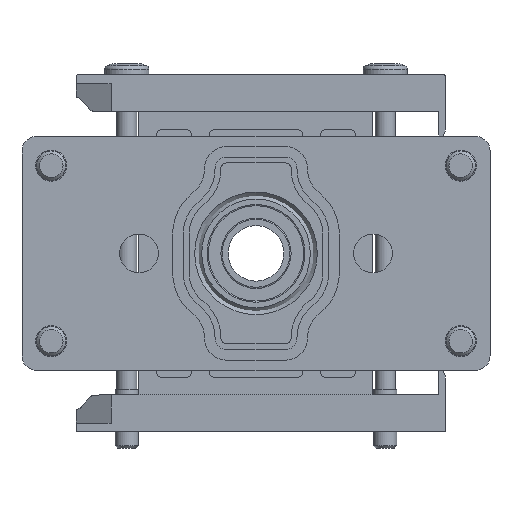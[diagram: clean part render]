
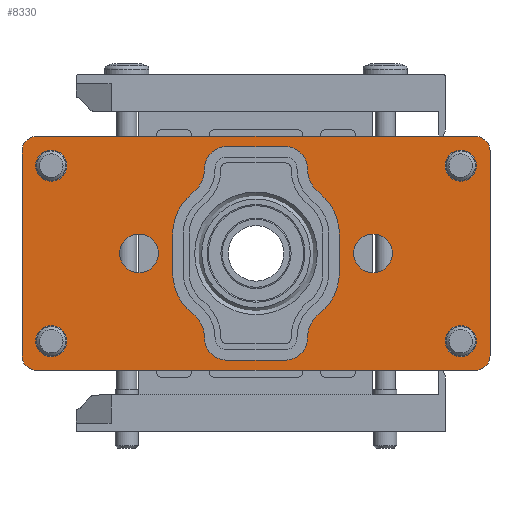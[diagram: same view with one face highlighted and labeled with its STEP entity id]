
A CAD part, front view. The second image highlights one B-rep face of the part: STEP entity #8330.
In plain terms, the highlighted planar face has unit normal (0, -1, 0).
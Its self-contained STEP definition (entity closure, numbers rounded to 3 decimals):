
#440=LINE('',#13696,#1140);
#448=LINE('',#13716,#1148);
#456=LINE('',#13736,#1156);
#464=LINE('',#13776,#1164);
#487=LINE('',#13865,#1187);
#488=LINE('',#13873,#1188);
#489=LINE('',#13881,#1189);
#490=LINE('',#13889,#1190);
#1140=VECTOR('',#11005,1000.);
#1148=VECTOR('',#11021,1000.);
#1156=VECTOR('',#11037,1000.);
#1164=VECTOR('',#11077,1000.);
#1187=VECTOR('',#11150,1000.);
#1188=VECTOR('',#11157,1000.);
#1189=VECTOR('',#11164,1000.);
#1190=VECTOR('',#11171,1000.);
#1950=ORIENTED_EDGE('',*,*,#4388,.T.);
#1951=ORIENTED_EDGE('',*,*,#4389,.T.);
#1952=ORIENTED_EDGE('',*,*,#4390,.T.);
#1953=ORIENTED_EDGE('',*,*,#4391,.F.);
#1954=ORIENTED_EDGE('',*,*,#4392,.T.);
#1955=ORIENTED_EDGE('',*,*,#4393,.T.);
#1956=ORIENTED_EDGE('',*,*,#4394,.T.);
#1957=ORIENTED_EDGE('',*,*,#4395,.F.);
#1958=ORIENTED_EDGE('',*,*,#4396,.T.);
#1959=ORIENTED_EDGE('',*,*,#4397,.T.);
#1960=ORIENTED_EDGE('',*,*,#4398,.T.);
#1961=ORIENTED_EDGE('',*,*,#4399,.F.);
#1962=ORIENTED_EDGE('',*,*,#4400,.T.);
#1963=ORIENTED_EDGE('',*,*,#4401,.T.);
#1964=ORIENTED_EDGE('',*,*,#4402,.T.);
#1965=ORIENTED_EDGE('',*,*,#4403,.F.);
#1966=ORIENTED_EDGE('',*,*,#4404,.F.);
#1967=ORIENTED_EDGE('',*,*,#4405,.F.);
#1968=ORIENTED_EDGE('',*,*,#4340,.T.);
#1969=ORIENTED_EDGE('',*,*,#4338,.T.);
#1970=ORIENTED_EDGE('',*,*,#4336,.T.);
#1971=ORIENTED_EDGE('',*,*,#4334,.T.);
#1972=ORIENTED_EDGE('',*,*,#4302,.F.);
#1973=ORIENTED_EDGE('',*,*,#4343,.F.);
#1974=ORIENTED_EDGE('',*,*,#4332,.F.);
#1975=ORIENTED_EDGE('',*,*,#4325,.F.);
#1976=ORIENTED_EDGE('',*,*,#4322,.F.);
#1977=ORIENTED_EDGE('',*,*,#4315,.F.);
#1978=ORIENTED_EDGE('',*,*,#4312,.F.);
#1979=ORIENTED_EDGE('',*,*,#4305,.F.);
#4302=EDGE_CURVE('',#5527,#5528,#6371,.T.);
#4305=EDGE_CURVE('',#5528,#5530,#440,.T.);
#4312=EDGE_CURVE('',#5530,#5536,#6373,.T.);
#4315=EDGE_CURVE('',#5536,#5538,#448,.T.);
#4322=EDGE_CURVE('',#5538,#5544,#6375,.T.);
#4325=EDGE_CURVE('',#5544,#5546,#456,.T.);
#4332=EDGE_CURVE('',#5546,#5552,#6377,.T.);
#4334=EDGE_CURVE('',#5553,#5553,#6378,.T.);
#4336=EDGE_CURVE('',#5555,#5555,#6380,.T.);
#4338=EDGE_CURVE('',#5557,#5557,#6382,.T.);
#4340=EDGE_CURVE('',#5559,#5559,#6384,.T.);
#4343=EDGE_CURVE('',#5552,#5527,#464,.T.);
#4388=EDGE_CURVE('',#5601,#5602,#6408,.T.);
#4389=EDGE_CURVE('',#5602,#5603,#487,.T.);
#4390=EDGE_CURVE('',#5603,#5604,#6409,.T.);
#4391=EDGE_CURVE('',#5605,#5604,#6410,.T.);
#4392=EDGE_CURVE('',#5605,#5606,#6411,.T.);
#4393=EDGE_CURVE('',#5606,#5607,#488,.T.);
#4394=EDGE_CURVE('',#5607,#5608,#6412,.T.);
#4395=EDGE_CURVE('',#5609,#5608,#6413,.T.);
#4396=EDGE_CURVE('',#5609,#5610,#6414,.T.);
#4397=EDGE_CURVE('',#5610,#5611,#489,.T.);
#4398=EDGE_CURVE('',#5611,#5612,#6415,.T.);
#4399=EDGE_CURVE('',#5613,#5612,#6416,.T.);
#4400=EDGE_CURVE('',#5613,#5614,#6417,.T.);
#4401=EDGE_CURVE('',#5614,#5615,#490,.T.);
#4402=EDGE_CURVE('',#5615,#5616,#6418,.T.);
#4403=EDGE_CURVE('',#5601,#5616,#6419,.T.);
#4404=EDGE_CURVE('',#5617,#5617,#6420,.T.);
#4405=EDGE_CURVE('',#5618,#5618,#6421,.T.);
#5527=VERTEX_POINT('',#13689);
#5528=VERTEX_POINT('',#13691);
#5530=VERTEX_POINT('',#13697);
#5536=VERTEX_POINT('',#13711);
#5538=VERTEX_POINT('',#13717);
#5544=VERTEX_POINT('',#13731);
#5546=VERTEX_POINT('',#13737);
#5552=VERTEX_POINT('',#13751);
#5553=VERTEX_POINT('',#13755);
#5555=VERTEX_POINT('',#13760);
#5557=VERTEX_POINT('',#13765);
#5559=VERTEX_POINT('',#13770);
#5601=VERTEX_POINT('',#13863);
#5602=VERTEX_POINT('',#13864);
#5603=VERTEX_POINT('',#13866);
#5604=VERTEX_POINT('',#13868);
#5605=VERTEX_POINT('',#13870);
#5606=VERTEX_POINT('',#13872);
#5607=VERTEX_POINT('',#13874);
#5608=VERTEX_POINT('',#13876);
#5609=VERTEX_POINT('',#13878);
#5610=VERTEX_POINT('',#13880);
#5611=VERTEX_POINT('',#13882);
#5612=VERTEX_POINT('',#13884);
#5613=VERTEX_POINT('',#13886);
#5614=VERTEX_POINT('',#13888);
#5615=VERTEX_POINT('',#13890);
#5616=VERTEX_POINT('',#13892);
#5617=VERTEX_POINT('',#13895);
#5618=VERTEX_POINT('',#13897);
#6371=CIRCLE('',#9983,2.5);
#6373=CIRCLE('',#9987,2.5);
#6375=CIRCLE('',#9991,2.5);
#6377=CIRCLE('',#9995,2.5);
#6378=CIRCLE('',#9997,2.65);
#6380=CIRCLE('',#10000,2.65);
#6382=CIRCLE('',#10003,2.65);
#6384=CIRCLE('',#10006,2.65);
#6408=CIRCLE('',#10033,8.95);
#6409=CIRCLE('',#10034,8.95);
#6410=CIRCLE('',#10035,5.2);
#6411=CIRCLE('',#10036,3.8);
#6412=CIRCLE('',#10037,3.8);
#6413=CIRCLE('',#10038,5.2);
#6414=CIRCLE('',#10039,8.95);
#6415=CIRCLE('',#10040,8.95);
#6416=CIRCLE('',#10041,5.2);
#6417=CIRCLE('',#10042,3.8);
#6418=CIRCLE('',#10043,3.8);
#6419=CIRCLE('',#10044,5.2);
#6420=CIRCLE('',#10045,3.3);
#6421=CIRCLE('',#10046,3.3);
#6812=EDGE_LOOP('',(#1950,#1951,#1952,#1953,#1954,#1955,#1956,#1957,#1958,
#1959,#1960,#1961,#1962,#1963,#1964,#1965));
#6813=EDGE_LOOP('',(#1966));
#6814=EDGE_LOOP('',(#1967));
#6815=EDGE_LOOP('',(#1968));
#6816=EDGE_LOOP('',(#1969));
#6817=EDGE_LOOP('',(#1970));
#6818=EDGE_LOOP('',(#1971));
#6819=EDGE_LOOP('',(#1972,#1973,#1974,#1975,#1976,#1977,#1978,#1979));
#7452=FACE_BOUND('',#6812,.T.);
#7453=FACE_BOUND('',#6813,.T.);
#7454=FACE_BOUND('',#6814,.T.);
#7455=FACE_BOUND('',#6815,.T.);
#7456=FACE_BOUND('',#6816,.T.);
#7457=FACE_BOUND('',#6817,.T.);
#7458=FACE_BOUND('',#6818,.T.);
#7459=FACE_BOUND('',#6819,.T.);
#8080=PLANE('',#10032);
#8330=ADVANCED_FACE('',(#7452,#7453,#7454,#7455,#7456,#7457,#7458,#7459),
#8080,.F.);
#9983=AXIS2_PLACEMENT_3D('',#13690,#10999,#11000);
#9987=AXIS2_PLACEMENT_3D('',#13710,#11015,#11016);
#9991=AXIS2_PLACEMENT_3D('',#13730,#11031,#11032);
#9995=AXIS2_PLACEMENT_3D('',#13750,#11047,#11048);
#9997=AXIS2_PLACEMENT_3D('',#13754,#11052,#11053);
#10000=AXIS2_PLACEMENT_3D('',#13759,#11058,#11059);
#10003=AXIS2_PLACEMENT_3D('',#13764,#11064,#11065);
#10006=AXIS2_PLACEMENT_3D('',#13769,#11070,#11071);
#10032=AXIS2_PLACEMENT_3D('',#13861,#11146,#11147);
#10033=AXIS2_PLACEMENT_3D('',#13862,#11148,#11149);
#10034=AXIS2_PLACEMENT_3D('',#13867,#11151,#11152);
#10035=AXIS2_PLACEMENT_3D('',#13869,#11153,#11154);
#10036=AXIS2_PLACEMENT_3D('',#13871,#11155,#11156);
#10037=AXIS2_PLACEMENT_3D('',#13875,#11158,#11159);
#10038=AXIS2_PLACEMENT_3D('',#13877,#11160,#11161);
#10039=AXIS2_PLACEMENT_3D('',#13879,#11162,#11163);
#10040=AXIS2_PLACEMENT_3D('',#13883,#11165,#11166);
#10041=AXIS2_PLACEMENT_3D('',#13885,#11167,#11168);
#10042=AXIS2_PLACEMENT_3D('',#13887,#11169,#11170);
#10043=AXIS2_PLACEMENT_3D('',#13891,#11172,#11173);
#10044=AXIS2_PLACEMENT_3D('',#13893,#11174,#11175);
#10045=AXIS2_PLACEMENT_3D('',#13894,#11176,#11177);
#10046=AXIS2_PLACEMENT_3D('',#13896,#11178,#11179);
#10999=DIRECTION('',(0.,1.,0.));
#11000=DIRECTION('',(1.,0.,0.));
#11005=DIRECTION('',(0.,0.,1.));
#11015=DIRECTION('',(0.,1.,0.));
#11016=DIRECTION('',(1.,0.,0.));
#11021=DIRECTION('',(1.,0.,0.));
#11031=DIRECTION('',(0.,1.,0.));
#11032=DIRECTION('',(1.,0.,0.));
#11037=DIRECTION('',(0.,0.,-1.));
#11047=DIRECTION('',(0.,1.,0.));
#11048=DIRECTION('',(1.,0.,0.));
#11052=DIRECTION('',(0.,1.,0.));
#11053=DIRECTION('',(1.,0.,0.));
#11058=DIRECTION('',(0.,1.,0.));
#11059=DIRECTION('',(1.,0.,0.));
#11064=DIRECTION('',(0.,1.,0.));
#11065=DIRECTION('',(1.,0.,0.));
#11070=DIRECTION('',(0.,1.,0.));
#11071=DIRECTION('',(1.,0.,0.));
#11077=DIRECTION('',(-1.,0.,0.));
#11146=DIRECTION('',(0.,1.,0.));
#11147=DIRECTION('',(0.,0.,1.));
#11148=DIRECTION('',(0.,1.,0.));
#11149=DIRECTION('',(1.,0.,0.));
#11150=DIRECTION('',(0.,0.,1.));
#11151=DIRECTION('',(0.,1.,0.));
#11152=DIRECTION('',(1.,0.,0.));
#11153=DIRECTION('',(0.,1.,0.));
#11154=DIRECTION('',(1.,0.,0.));
#11155=DIRECTION('',(0.,1.,0.));
#11156=DIRECTION('',(1.,0.,0.));
#11157=DIRECTION('',(1.,0.,0.));
#11158=DIRECTION('',(0.,1.,0.));
#11159=DIRECTION('',(1.,0.,0.));
#11160=DIRECTION('',(0.,1.,0.));
#11161=DIRECTION('',(1.,0.,0.));
#11162=DIRECTION('',(0.,1.,0.));
#11163=DIRECTION('',(1.,0.,0.));
#11164=DIRECTION('',(0.,0.,-1.));
#11165=DIRECTION('',(0.,1.,0.));
#11166=DIRECTION('',(1.,0.,0.));
#11167=DIRECTION('',(0.,1.,0.));
#11168=DIRECTION('',(1.,0.,0.));
#11169=DIRECTION('',(0.,1.,0.));
#11170=DIRECTION('',(1.,0.,0.));
#11171=DIRECTION('',(-1.,0.,0.));
#11172=DIRECTION('',(0.,1.,0.));
#11173=DIRECTION('',(1.,0.,0.));
#11174=DIRECTION('',(0.,1.,0.));
#11175=DIRECTION('',(1.,0.,0.));
#11176=DIRECTION('',(0.,-1.,0.));
#11177=DIRECTION('',(0.,0.,-1.));
#11178=DIRECTION('',(0.,-1.,0.));
#11179=DIRECTION('',(0.,0.,-1.));
#13689=CARTESIAN_POINT('',(-37.5,0.,-20.));
#13690=CARTESIAN_POINT('',(-37.5,0.,-17.5));
#13691=CARTESIAN_POINT('',(-40.,0.,-17.5));
#13696=CARTESIAN_POINT('',(-40.,0.,-17.5));
#13697=CARTESIAN_POINT('',(-40.,0.,17.5));
#13710=CARTESIAN_POINT('',(-37.5,0.,17.5));
#13711=CARTESIAN_POINT('',(-37.5,0.,20.));
#13716=CARTESIAN_POINT('',(-37.5,0.,20.));
#13717=CARTESIAN_POINT('',(37.5,0.,20.));
#13730=CARTESIAN_POINT('',(37.5,0.,17.5));
#13731=CARTESIAN_POINT('',(40.,0.,17.5));
#13736=CARTESIAN_POINT('',(40.,0.,17.5));
#13737=CARTESIAN_POINT('',(40.,0.,-17.5));
#13750=CARTESIAN_POINT('',(37.5,0.,-17.5));
#13751=CARTESIAN_POINT('',(37.5,0.,-20.));
#13754=CARTESIAN_POINT('',(35.,0.,-15.));
#13755=CARTESIAN_POINT('',(37.65,0.,-15.));
#13759=CARTESIAN_POINT('',(35.,0.,15.));
#13760=CARTESIAN_POINT('',(37.65,0.,15.));
#13764=CARTESIAN_POINT('',(-35.,0.,-15.));
#13765=CARTESIAN_POINT('',(-32.35,0.,-15.));
#13769=CARTESIAN_POINT('',(-35.,0.,15.));
#13770=CARTESIAN_POINT('',(-32.35,0.,15.));
#13776=CARTESIAN_POINT('',(37.5,0.,-20.));
#13861=CARTESIAN_POINT('',(-37.5,0.,-17.5));
#13862=CARTESIAN_POINT('',(-5.3,0.,-3.29));
#13863=CARTESIAN_POINT('',(-10.803,0.,-10.348));
#13864=CARTESIAN_POINT('',(-14.25,0.,-3.29));
#13865=CARTESIAN_POINT('',(-14.25,0.,-3.29));
#13866=CARTESIAN_POINT('',(-14.25,0.,3.29));
#13867=CARTESIAN_POINT('',(-5.3,0.,3.29));
#13868=CARTESIAN_POINT('',(-10.803,0.,10.348));
#13869=CARTESIAN_POINT('',(-14.,0.,14.449));
#13870=CARTESIAN_POINT('',(-8.8,0.,14.45));
#13871=CARTESIAN_POINT('',(-5.,0.,14.45));
#13872=CARTESIAN_POINT('',(-5.,0.,18.25));
#13873=CARTESIAN_POINT('',(-5.,0.,18.25));
#13874=CARTESIAN_POINT('',(5.,0.,18.25));
#13875=CARTESIAN_POINT('',(5.,0.,14.45));
#13876=CARTESIAN_POINT('',(8.8,0.,14.45));
#13877=CARTESIAN_POINT('',(14.,0.,14.449));
#13878=CARTESIAN_POINT('',(10.803,0.,10.348));
#13879=CARTESIAN_POINT('',(5.3,0.,3.29));
#13880=CARTESIAN_POINT('',(14.25,0.,3.29));
#13881=CARTESIAN_POINT('',(14.25,0.,3.29));
#13882=CARTESIAN_POINT('',(14.25,0.,-3.29));
#13883=CARTESIAN_POINT('',(5.3,0.,-3.29));
#13884=CARTESIAN_POINT('',(10.803,0.,-10.348));
#13885=CARTESIAN_POINT('',(14.,0.,-14.449));
#13886=CARTESIAN_POINT('',(8.8,0.,-14.45));
#13887=CARTESIAN_POINT('',(5.,0.,-14.45));
#13888=CARTESIAN_POINT('',(5.,0.,-18.25));
#13889=CARTESIAN_POINT('',(5.,0.,-18.25));
#13890=CARTESIAN_POINT('',(-5.,0.,-18.25));
#13891=CARTESIAN_POINT('',(-5.,0.,-14.45));
#13892=CARTESIAN_POINT('',(-8.8,0.,-14.45));
#13893=CARTESIAN_POINT('',(-14.,0.,-14.449));
#13894=CARTESIAN_POINT('',(-20.,0.,0.));
#13895=CARTESIAN_POINT('',(-20.,0.,-3.3));
#13896=CARTESIAN_POINT('',(20.,0.,0.));
#13897=CARTESIAN_POINT('',(20.,0.,-3.3));
